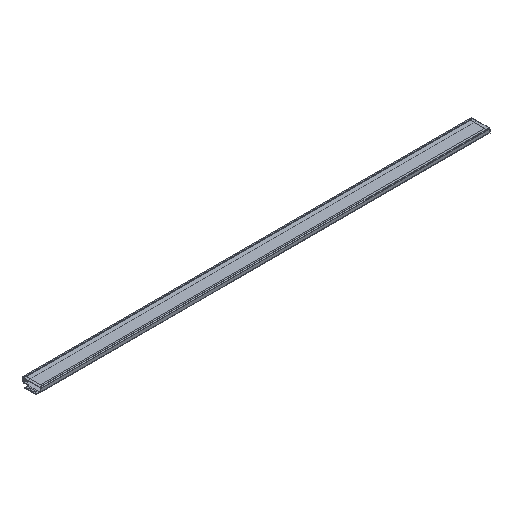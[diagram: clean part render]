
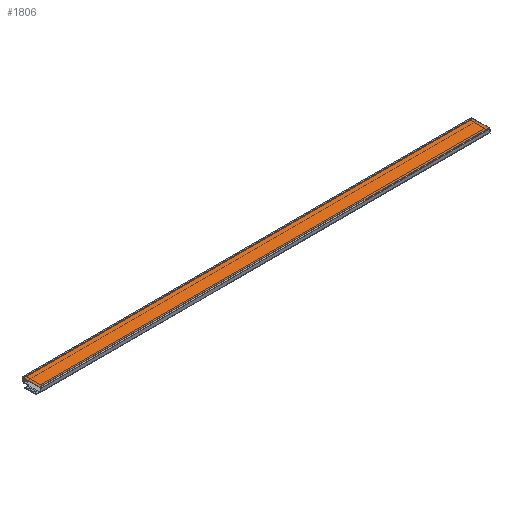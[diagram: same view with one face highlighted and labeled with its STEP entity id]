
A CAD part, isometric view. The second image highlights one B-rep face of the part: STEP entity #1806.
In plain terms, the highlighted planar face has unit normal (0, 0, 1).
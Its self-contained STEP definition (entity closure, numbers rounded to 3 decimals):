
#42 = CARTESIAN_POINT ( 'NONE',  ( -2., 0.7, 0. ) ) ;
#101 = VERTEX_POINT ( 'NONE', #149 ) ;
#149 = CARTESIAN_POINT ( 'NONE',  ( -2., 0.7, 0. ) ) ;
#163 = EDGE_CURVE ( 'NONE', #101, #2357, #2392, .T. ) ;
#174 = DIRECTION ( 'NONE',  ( 0., 1., 0. ) ) ;
#185 = ORIENTED_EDGE ( 'NONE', *, *, #2542, .T. ) ;
#195 = CARTESIAN_POINT ( 'NONE',  ( -2., 13.4, 0. ) ) ;
#493 = CARTESIAN_POINT ( 'NONE',  ( -2., 13.4, 0. ) ) ;
#529 = VECTOR ( 'NONE', #2463, 1000. ) ;
#533 = ORIENTED_EDGE ( 'NONE', *, *, #2183, .T. ) ;
#578 = CARTESIAN_POINT ( 'NONE',  ( 347.6, 0., 0. ) ) ;
#831 = VECTOR ( 'NONE', #174, 1000. ) ;
#864 = ORIENTED_EDGE ( 'NONE', *, *, #2257, .T. ) ;
#925 = LINE ( 'NONE', #2456, #529 ) ;
#1018 = CARTESIAN_POINT ( 'NONE',  ( 0., 0., 0. ) ) ;
#1061 = CARTESIAN_POINT ( 'NONE',  ( 347.6, 13.4, 0. ) ) ;
#1180 = VERTEX_POINT ( 'NONE', #195 ) ;
#1465 = DIRECTION ( 'NONE',  ( 0., 0., -1. ) ) ;
#1533 = DIRECTION ( 'NONE',  ( 1., 0., 0. ) ) ;
#1702 = VECTOR ( 'NONE', #2245, 1000. ) ;
#1777 = AXIS2_PLACEMENT_3D ( 'NONE', #1018, #1465, #2518 ) ;
#1806 = ADVANCED_FACE ( 'NONE', ( #2650 ), #2543, .F. ) ;
#1899 = EDGE_LOOP ( 'NONE', ( #2170, #185, #533, #864 ) ) ;
#1926 = VERTEX_POINT ( 'NONE', #1061 ) ;
#1963 = CARTESIAN_POINT ( 'NONE',  ( 347.6, 0.7, 0. ) ) ;
#2170 = ORIENTED_EDGE ( 'NONE', *, *, #163, .T. ) ;
#2183 = EDGE_CURVE ( 'NONE', #1926, #1180, #2289, .T. ) ;
#2245 = DIRECTION ( 'NONE',  ( -1., 0., 0. ) ) ;
#2257 = EDGE_CURVE ( 'NONE', #1180, #101, #925, .T. ) ;
#2289 = LINE ( 'NONE', #493, #1702 ) ;
#2347 = LINE ( 'NONE', #578, #831 ) ;
#2357 = VERTEX_POINT ( 'NONE', #1963 ) ;
#2392 = LINE ( 'NONE', #42, #2498 ) ;
#2456 = CARTESIAN_POINT ( 'NONE',  ( -2., 0., 0. ) ) ;
#2463 = DIRECTION ( 'NONE',  ( 0., -1., 0. ) ) ;
#2498 = VECTOR ( 'NONE', #1533, 1000. ) ;
#2518 = DIRECTION ( 'NONE',  ( -1., 0., 0. ) ) ;
#2542 = EDGE_CURVE ( 'NONE', #2357, #1926, #2347, .T. ) ;
#2543 = PLANE ( 'NONE',  #1777 ) ;
#2650 = FACE_OUTER_BOUND ( 'NONE', #1899, .T. ) ;
